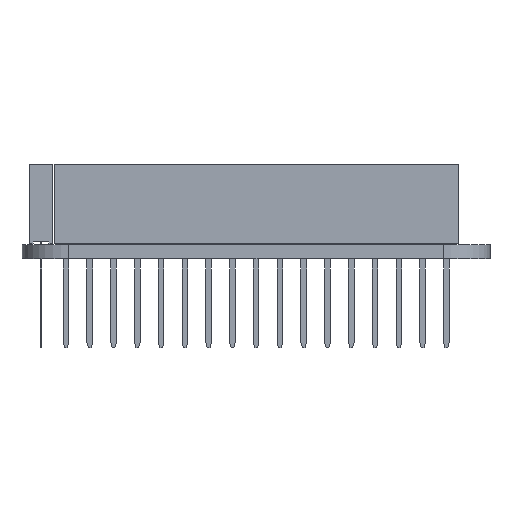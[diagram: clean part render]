
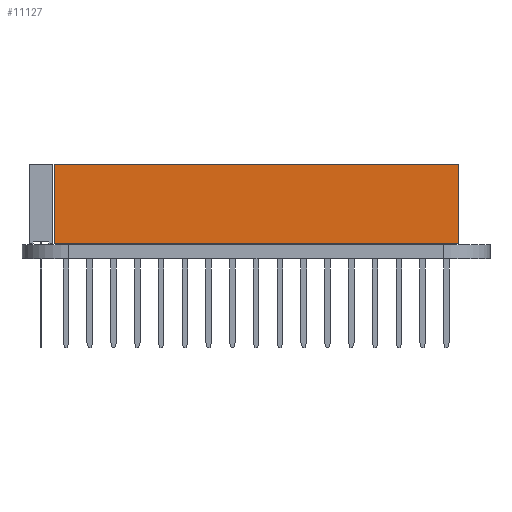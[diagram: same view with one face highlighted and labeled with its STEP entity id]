
A CAD part, left-side view. The second image highlights one B-rep face of the part: STEP entity #11127.
In plain terms, the highlighted planar face has unit normal (-1, 0, 0).
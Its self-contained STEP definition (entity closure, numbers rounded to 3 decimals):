
#11127 = ADVANCED_FACE('',(#11128),#11162,.F.);
#11128 = FACE_BOUND('',#11129,.T.);
#11129 = EDGE_LOOP('',(#11130,#11140,#11148,#11156));
#11130 = ORIENTED_EDGE('',*,*,#11131,.T.);
#11131 = EDGE_CURVE('',#11132,#11134,#11136,.T.);
#11132 = VERTEX_POINT('',#11133);
#11133 = CARTESIAN_POINT('',(-1.27,1.27,0.));
#11134 = VERTEX_POINT('',#11135);
#11135 = CARTESIAN_POINT('',(-1.27,-41.91,0.));
#11136 = LINE('',#11137,#11138);
#11137 = CARTESIAN_POINT('',(-1.27,1.27,0.));
#11138 = VECTOR('',#11139,1.);
#11139 = DIRECTION('',(0.,-1.,0.));
#11140 = ORIENTED_EDGE('',*,*,#11141,.T.);
#11141 = EDGE_CURVE('',#11134,#11142,#11144,.T.);
#11142 = VERTEX_POINT('',#11143);
#11143 = CARTESIAN_POINT('',(-1.27,-41.91,8.5));
#11144 = LINE('',#11145,#11146);
#11145 = CARTESIAN_POINT('',(-1.27,-41.91,0.));
#11146 = VECTOR('',#11147,1.);
#11147 = DIRECTION('',(0.,0.,1.));
#11148 = ORIENTED_EDGE('',*,*,#11149,.F.);
#11149 = EDGE_CURVE('',#11150,#11142,#11152,.T.);
#11150 = VERTEX_POINT('',#11151);
#11151 = CARTESIAN_POINT('',(-1.27,1.27,8.5));
#11152 = LINE('',#11153,#11154);
#11153 = CARTESIAN_POINT('',(-1.27,1.27,8.5));
#11154 = VECTOR('',#11155,1.);
#11155 = DIRECTION('',(0.,-1.,0.));
#11156 = ORIENTED_EDGE('',*,*,#11157,.F.);
#11157 = EDGE_CURVE('',#11132,#11150,#11158,.T.);
#11158 = LINE('',#11159,#11160);
#11159 = CARTESIAN_POINT('',(-1.27,1.27,0.));
#11160 = VECTOR('',#11161,1.);
#11161 = DIRECTION('',(0.,0.,1.));
#11162 = PLANE('',#11163);
#11163 = AXIS2_PLACEMENT_3D('',#11164,#11165,#11166);
#11164 = CARTESIAN_POINT('',(-1.27,1.27,0.));
#11165 = DIRECTION('',(1.,0.,0.));
#11166 = DIRECTION('',(0.,-1.,0.));
